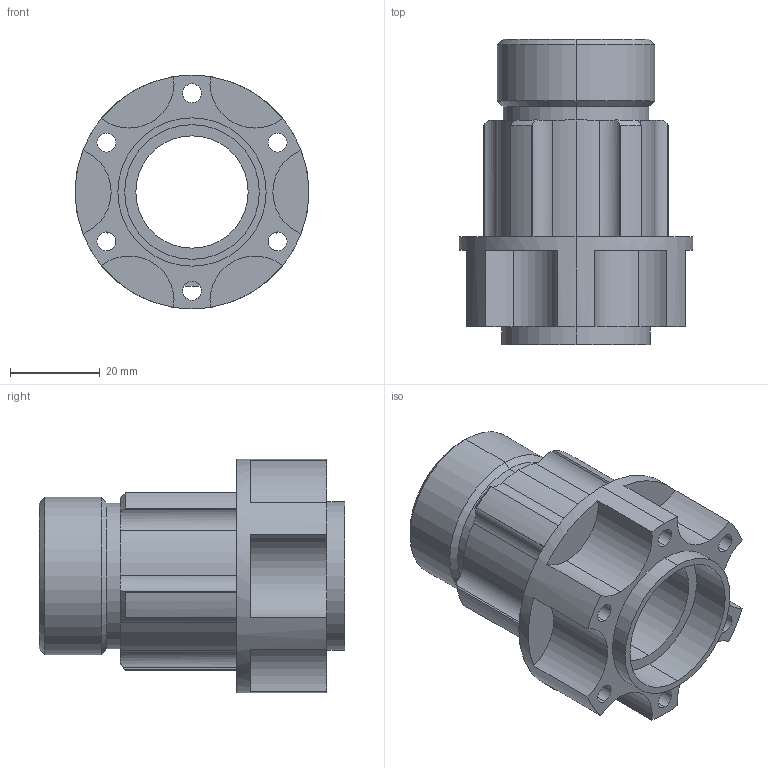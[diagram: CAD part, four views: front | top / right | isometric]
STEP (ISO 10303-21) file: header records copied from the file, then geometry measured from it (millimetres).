
FILE_DESCRIPTION (( 'STEP AP214' ), '1' );
FILE_NAME ('Nabe Pedilio.STEP', '2020-09-02T14:01:05', ( 'Thomas Viebach' ), ( '' ), 'SwSTEP 2.0', 'SolidWorks 2018', '' );
FILE_SCHEMA (( 'AUTOMOTIVE_DESIGN' ));
Length unit declared in the file: millimetre
Products named in the file (1): Nabe Pedilio
Bounding box: 52 x 68 x 52 mm (x, y, z)
Volume: 41419.6 mm3; surface area: 20015.6 mm2
Topology: 1 solids, 1 shells, 94 faces, 257 edges, 167 vertices
Faces by surface type: cylinder 58, plane 26, cone 10
Entity records: 3287 total; most frequent: CARTESIAN_POINT 585, DIRECTION 575, ORIENTED_EDGE 514, EDGE_CURVE 257, AXIS2_PLACEMENT_3D 243, VERTEX_POINT 167, CIRCLE 148, EDGE_LOOP 110
